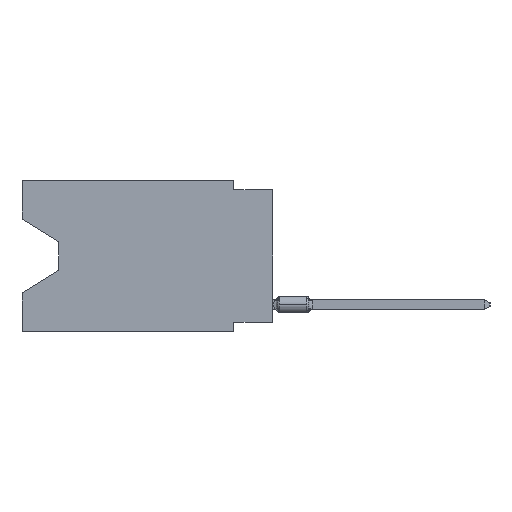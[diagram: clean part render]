
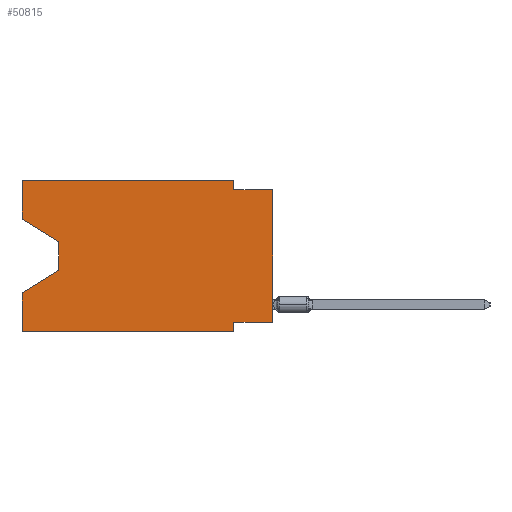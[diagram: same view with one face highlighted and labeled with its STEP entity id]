
A CAD part, left-side view. The second image highlights one B-rep face of the part: STEP entity #50815.
In plain terms, the highlighted planar face has unit normal (-1, 0, 0).
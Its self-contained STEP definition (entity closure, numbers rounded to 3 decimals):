
#361 = PLANE ( 'NONE',  #74742 ) ;
#1549 = EDGE_CURVE ( 'NONE', #31661, #61562, #31966, .T. ) ;
#1680 = CARTESIAN_POINT ( 'NONE',  ( 0., 2.54, 0. ) ) ;
#3161 = VERTEX_POINT ( 'NONE', #1680 ) ;
#3740 = ORIENTED_EDGE ( 'NONE', *, *, #25657, .F. ) ;
#3766 = VECTOR ( 'NONE', #16671, 1000. ) ;
#5027 = ORIENTED_EDGE ( 'NONE', *, *, #73467, .F. ) ;
#5144 = VECTOR ( 'NONE', #39566, 1000. ) ;
#6274 = LINE ( 'NONE', #69925, #22783 ) ;
#6524 = VECTOR ( 'NONE', #43944, 1000. ) ;
#6720 = EDGE_CURVE ( 'NONE', #31661, #75824, #38057, .T. ) ;
#7082 = DIRECTION ( 'NONE',  ( 0., 0., -1. ) ) ;
#7446 = VERTEX_POINT ( 'NONE', #31736 ) ;
#8175 = VERTEX_POINT ( 'NONE', #30712 ) ;
#11768 = ORIENTED_EDGE ( 'NONE', *, *, #12798, .F. ) ;
#12798 = EDGE_CURVE ( 'NONE', #7446, #33391, #66936, .T. ) ;
#12932 = EDGE_CURVE ( 'NONE', #75824, #3161, #21688, .T. ) ;
#13769 = VECTOR ( 'NONE', #20164, 1000. ) ;
#14626 = EDGE_CURVE ( 'NONE', #42078, #8175, #74203, .T. ) ;
#15008 = VERTEX_POINT ( 'NONE', #22271 ) ;
#16015 = VERTEX_POINT ( 'NONE', #23954 ) ;
#16648 = DIRECTION ( 'NONE',  ( 0., 0.855, -0.519 ) ) ;
#16671 = DIRECTION ( 'NONE',  ( 0., 1., 0. ) ) ;
#17054 = CARTESIAN_POINT ( 'NONE',  ( 0., 0., -9.271 ) ) ;
#17241 = FACE_OUTER_BOUND ( 'NONE', #58785, .T. ) ;
#18188 = LINE ( 'NONE', #17054, #3766 ) ;
#18239 = LINE ( 'NONE', #22854, #61025 ) ;
#18815 = DIRECTION ( 'NONE',  ( 0., 0., -1. ) ) ;
#19037 = VECTOR ( 'NONE', #20796, 1000. ) ;
#19104 = VECTOR ( 'NONE', #27769, 1000. ) ;
#20164 = DIRECTION ( 'NONE',  ( 0., 0., -1. ) ) ;
#20554 = CARTESIAN_POINT ( 'NONE',  ( 0., 0., -0.635 ) ) ;
#20796 = DIRECTION ( 'NONE',  ( 0., 0., 1. ) ) ;
#20998 = CARTESIAN_POINT ( 'NONE',  ( 0., 2.54, -9.906 ) ) ;
#21688 = LINE ( 'NONE', #28561, #37081 ) ;
#21914 = EDGE_CURVE ( 'NONE', #15008, #8175, #62297, .T. ) ;
#21929 = LINE ( 'NONE', #61136, #5144 ) ;
#22062 = EDGE_CURVE ( 'NONE', #37821, #61071, #6274, .T. ) ;
#22271 = CARTESIAN_POINT ( 'NONE',  ( 0., 0., -9.271 ) ) ;
#22783 = VECTOR ( 'NONE', #16648, 1000. ) ;
#22854 = CARTESIAN_POINT ( 'NONE',  ( 0., 13.97, -4.013 ) ) ;
#23954 = CARTESIAN_POINT ( 'NONE',  ( 0., 16.383, -9.906 ) ) ;
#24589 = DIRECTION ( 'NONE',  ( 0., -1., 0. ) ) ;
#25657 = EDGE_CURVE ( 'NONE', #16015, #61071, #21929, .T. ) ;
#27769 = DIRECTION ( 'NONE',  ( 0., 0., 1. ) ) ;
#28561 = CARTESIAN_POINT ( 'NONE',  ( 0., 16.383, 0. ) ) ;
#28842 = LINE ( 'NONE', #65614, #61933 ) ;
#29059 = CARTESIAN_POINT ( 'NONE',  ( 0., 2.54, -0.635 ) ) ;
#30712 = CARTESIAN_POINT ( 'NONE',  ( 0., 0., -0.635 ) ) ;
#31661 = VERTEX_POINT ( 'NONE', #34852 ) ;
#31736 = CARTESIAN_POINT ( 'NONE',  ( 0., 2.54, -9.271 ) ) ;
#31966 = LINE ( 'NONE', #61482, #65060 ) ;
#33391 = VERTEX_POINT ( 'NONE', #20998 ) ;
#33882 = EDGE_CURVE ( 'NONE', #15008, #7446, #18188, .T. ) ;
#34317 = DIRECTION ( 'NONE',  ( 0., -1., 0. ) ) ;
#34852 = CARTESIAN_POINT ( 'NONE',  ( 0., 16.383, -2.546 ) ) ;
#35784 = CARTESIAN_POINT ( 'NONE',  ( 0., 16.383, -7.36 ) ) ;
#37081 = VECTOR ( 'NONE', #34317, 1000. ) ;
#37719 = DIRECTION ( 'NONE',  ( 0., -0.855, -0.519 ) ) ;
#37821 = VERTEX_POINT ( 'NONE', #42932 ) ;
#38057 = LINE ( 'NONE', #73309, #19037 ) ;
#38189 = ORIENTED_EDGE ( 'NONE', *, *, #21914, .T. ) ;
#38429 = EDGE_CURVE ( 'NONE', #61562, #37821, #18239, .T. ) ;
#39019 = ORIENTED_EDGE ( 'NONE', *, *, #6720, .F. ) ;
#39508 = ORIENTED_EDGE ( 'NONE', *, *, #1549, .T. ) ;
#39566 = DIRECTION ( 'NONE',  ( 0., 0., 1. ) ) ;
#41377 = CARTESIAN_POINT ( 'NONE',  ( 0., 16.383, 0. ) ) ;
#42078 = VERTEX_POINT ( 'NONE', #29059 ) ;
#42577 = CARTESIAN_POINT ( 'NONE',  ( 0., 2.54, 0. ) ) ;
#42932 = CARTESIAN_POINT ( 'NONE',  ( 0., 13.97, -5.893 ) ) ;
#43944 = DIRECTION ( 'NONE',  ( 0., -1., 0. ) ) ;
#50815 = ADVANCED_FACE ( 'NONE', ( #17241 ), #361, .F. ) ;
#51534 = EDGE_CURVE ( 'NONE', #16015, #33391, #28842, .T. ) ;
#53160 = ORIENTED_EDGE ( 'NONE', *, *, #38429, .T. ) ;
#54837 = LINE ( 'NONE', #42577, #66855 ) ;
#55850 = ORIENTED_EDGE ( 'NONE', *, *, #12932, .F. ) ;
#58785 = EDGE_LOOP ( 'NONE', ( #39508, #53160, #68798, #3740, #72617, #11768, #71589, #38189, #67674, #5027, #55850, #39019 ) ) ;
#59010 = DIRECTION ( 'NONE',  ( 0., 0., -1. ) ) ;
#59435 = CARTESIAN_POINT ( 'NONE',  ( 0., 13.97, -4.013 ) ) ;
#61025 = VECTOR ( 'NONE', #7082, 1000. ) ;
#61071 = VERTEX_POINT ( 'NONE', #35784 ) ;
#61136 = CARTESIAN_POINT ( 'NONE',  ( 0., 16.383, 0. ) ) ;
#61183 = CARTESIAN_POINT ( 'NONE',  ( 0., 2.54, -9.906 ) ) ;
#61482 = CARTESIAN_POINT ( 'NONE',  ( 0., 16.383, -2.546 ) ) ;
#61562 = VERTEX_POINT ( 'NONE', #59435 ) ;
#61933 = VECTOR ( 'NONE', #24589, 1000. ) ;
#62297 = LINE ( 'NONE', #68427, #19104 ) ;
#64762 = DIRECTION ( 'NONE',  ( 1., 0., 0. ) ) ;
#65060 = VECTOR ( 'NONE', #37719, 1000. ) ;
#65614 = CARTESIAN_POINT ( 'NONE',  ( 0., 16.383, -9.906 ) ) ;
#66855 = VECTOR ( 'NONE', #18815, 1000. ) ;
#66936 = LINE ( 'NONE', #61183, #13769 ) ;
#67674 = ORIENTED_EDGE ( 'NONE', *, *, #14626, .F. ) ;
#68427 = CARTESIAN_POINT ( 'NONE',  ( 0., 0., 0. ) ) ;
#68798 = ORIENTED_EDGE ( 'NONE', *, *, #22062, .T. ) ;
#69925 = CARTESIAN_POINT ( 'NONE',  ( 0., 13.97, -5.893 ) ) ;
#71589 = ORIENTED_EDGE ( 'NONE', *, *, #33882, .F. ) ;
#72159 = CARTESIAN_POINT ( 'NONE',  ( 0., 16.383, 0. ) ) ;
#72617 = ORIENTED_EDGE ( 'NONE', *, *, #51534, .T. ) ;
#73309 = CARTESIAN_POINT ( 'NONE',  ( 0., 16.383, 0. ) ) ;
#73467 = EDGE_CURVE ( 'NONE', #3161, #42078, #54837, .T. ) ;
#74203 = LINE ( 'NONE', #20554, #6524 ) ;
#74742 = AXIS2_PLACEMENT_3D ( 'NONE', #41377, #64762, #59010 ) ;
#75824 = VERTEX_POINT ( 'NONE', #72159 ) ;
